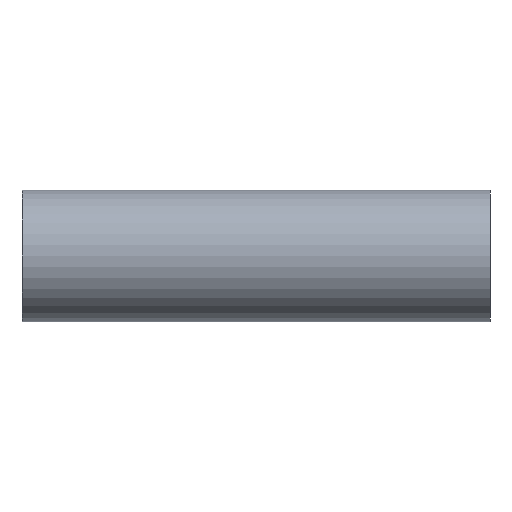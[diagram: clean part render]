
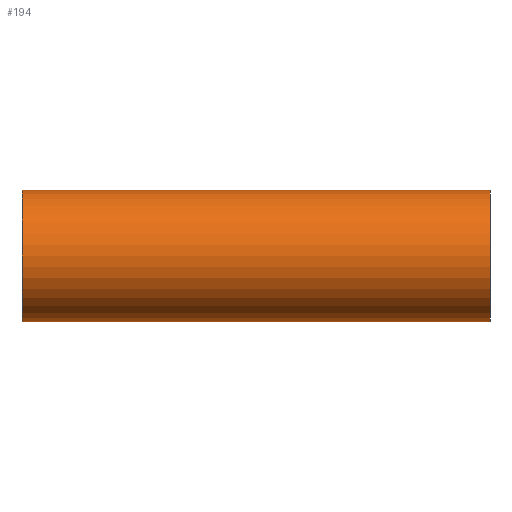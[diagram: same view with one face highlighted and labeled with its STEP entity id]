
A CAD part, front view. The second image highlights one B-rep face of the part: STEP entity #194.
In plain terms, the highlighted cylindrical face has radius 16.85 mm (diameter 33.7 mm), a full revolution.
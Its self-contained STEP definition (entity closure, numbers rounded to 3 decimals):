
#23=FACE_BOUND('',#63,.T.);
#24=FACE_BOUND('',#64,.T.);
#36=CYLINDRICAL_SURFACE('',#216,16.85);
#45=FACE_OUTER_BOUND('',#62,.T.);
#62=EDGE_LOOP('',(#152));
#63=EDGE_LOOP('',(#153));
#64=EDGE_LOOP('',(#154));
#84=B_SPLINE_CURVE_WITH_KNOTS('',3,(#2663,#2664,#2665,#2666,#2667,#2668,
#2669,#2670,#2671,#2672,#2673,#2674,#2675,#2676,#2677,#2678,#2679,#2680,
#2681,#2682,#2683,#2684,#2685,#2686,#2687,#2688,#2689,#2690,#2691,#2692,
#2693,#2694,#2695,#2696,#2697,#2698,#2699,#2700,#2701,#2702,#2703,#2704,
#2705,#2706,#2707,#2708,#2709,#2710,#2711,#2712,#2713,#2714,#2715,#2716,
#2717,#2718,#2719,#2720,#2721,#2722,#2723,#2724,#2725,#2726,#2727,#2728,
#2729,#2730,#2731,#2732,#2733,#2734,#2735,#2736,#2737,#2738,#2739,#2740,
#2741,#2742,#2743,#2744,#2745,#2746,#2747,#2748,#2749,#2750,#2751,#2752,
#2753,#2754),.UNSPECIFIED.,.T.,.F.,(4,1,1,1,1,1,1,1,1,1,1,1,1,1,1,1,1,1,
1,1,1,1,1,1,1,1,1,1,1,1,1,1,1,1,1,1,1,1,1,1,1,1,1,1,1,1,1,1,1,1,1,1,1,1,
1,1,1,1,1,1,1,1,1,1,1,1,1,1,1,1,1,1,1,1,1,1,1,1,1,1,1,1,1,1,1,1,1,1,1,4),
(-5.294,-5.247,-5.2,-5.153,
-5.129,-5.105,-5.011,-4.916,
-4.822,-4.774,-4.727,-4.538,
-4.491,-4.467,-4.443,-4.349,
-4.254,-4.207,-4.16,-4.113,
-4.065,-4.018,-3.971,-3.876,
-3.829,-3.782,-3.687,-3.593,
-3.545,-3.498,-3.474,-3.451,
-3.404,-3.214,-3.167,-3.12,
-3.025,-2.962,-2.931,-2.899,
-2.773,-2.742,-2.71,-2.647,
-2.584,-2.553,-2.521,-2.458,
-2.395,-2.364,-2.332,-2.269,
-2.143,-2.08,-2.048,-2.017,
-1.891,-1.828,-1.765,-1.733,
-1.702,-1.639,-1.513,-1.489,
-1.465,-1.418,-1.324,-1.276,
-1.229,-1.135,-1.087,-1.04,
-0.993,-0.945,-0.851,-0.804,
-0.78,-0.756,-0.662,-0.567,
-0.473,-0.449,-0.425,-0.378,
-0.284,-0.189,-0.165,-0.142,
-0.095,0.),.UNSPECIFIED.);
#92=CIRCLE('',#217,16.85);
#93=CIRCLE('',#218,16.85);
#103=VERTEX_POINT('',#2558);
#107=VERTEX_POINT('',#2760);
#108=VERTEX_POINT('',#2762);
#123=EDGE_CURVE('',#103,#103,#84,.T.);
#126=EDGE_CURVE('',#107,#107,#92,.T.);
#127=EDGE_CURVE('',#108,#108,#93,.T.);
#152=ORIENTED_EDGE('',*,*,#126,.F.);
#153=ORIENTED_EDGE('',*,*,#127,.T.);
#154=ORIENTED_EDGE('',*,*,#123,.F.);
#194=ADVANCED_FACE('',(#45,#23,#24),#36,.T.);
#216=AXIS2_PLACEMENT_3D('',#2759,#254,#255);
#217=AXIS2_PLACEMENT_3D('',#2761,#256,#257);
#218=AXIS2_PLACEMENT_3D('',#2763,#258,#259);
#254=DIRECTION('center_axis',(1.,0.,0.));
#255=DIRECTION('ref_axis',(0.,-1.,0.));
#256=DIRECTION('center_axis',(-1.,0.,0.));
#257=DIRECTION('ref_axis',(0.,-1.,0.));
#258=DIRECTION('center_axis',(-1.,0.,0.));
#259=DIRECTION('ref_axis',(0.,-1.,0.));
#2558=CARTESIAN_POINT('',(60.,14.068,-9.274));
#2663=CARTESIAN_POINT('Ctrl Pts',(60.,14.068,-9.274));
#2664=CARTESIAN_POINT('Ctrl Pts',(59.808,14.068,-9.274));
#2665=CARTESIAN_POINT('Ctrl Pts',(59.424,14.075,-9.264));
#2666=CARTESIAN_POINT('Ctrl Pts',(58.848,14.104,-9.219));
#2667=CARTESIAN_POINT('Ctrl Pts',(58.373,14.145,-9.156));
#2668=CARTESIAN_POINT('Ctrl Pts',(57.997,14.187,-9.092));
#2669=CARTESIAN_POINT('Ctrl Pts',(57.439,14.258,-8.98));
#2670=CARTESIAN_POINT('Ctrl Pts',(56.616,14.396,-8.759));
#2671=CARTESIAN_POINT('Ctrl Pts',(55.567,14.636,-8.355));
#2672=CARTESIAN_POINT('Ctrl Pts',(54.75,14.867,-7.936));
#2673=CARTESIAN_POINT('Ctrl Pts',(54.137,15.061,-7.557));
#2674=CARTESIAN_POINT('Ctrl Pts',(53.249,15.363,-6.943));
#2675=CARTESIAN_POINT('Ctrl Pts',(52.456,15.676,-6.216));
#2676=CARTESIAN_POINT('Ctrl Pts',(51.839,15.939,-5.468));
#2677=CARTESIAN_POINT('Ctrl Pts',(51.627,16.032,-5.189));
#2678=CARTESIAN_POINT('Ctrl Pts',(51.321,16.167,-4.76));
#2679=CARTESIAN_POINT('Ctrl Pts',(50.906,16.358,-4.08));
#2680=CARTESIAN_POINT('Ctrl Pts',(50.536,16.535,-3.273));
#2681=CARTESIAN_POINT('Ctrl Pts',(50.301,16.65,-2.606));
#2682=CARTESIAN_POINT('Ctrl Pts',(50.156,16.722,-2.097));
#2683=CARTESIAN_POINT('Ctrl Pts',(50.042,16.778,-1.581));
#2684=CARTESIAN_POINT('Ctrl Pts',(49.96,16.82,-1.056));
#2685=CARTESIAN_POINT('Ctrl Pts',(49.911,16.845,-0.527));
#2686=CARTESIAN_POINT('Ctrl Pts',(49.889,16.856,0.179));
#2687=CARTESIAN_POINT('Ctrl Pts',(49.933,16.833,0.887));
#2688=CARTESIAN_POINT('Ctrl Pts',(50.043,16.778,1.586));
#2689=CARTESIAN_POINT('Ctrl Pts',(50.195,16.702,2.274));
#2690=CARTESIAN_POINT('Ctrl Pts',(50.465,16.569,3.118));
#2691=CARTESIAN_POINT('Ctrl Pts',(50.835,16.392,3.925));
#2692=CARTESIAN_POINT('Ctrl Pts',(51.186,16.23,4.538));
#2693=CARTESIAN_POINT('Ctrl Pts',(51.426,16.121,4.907));
#2694=CARTESIAN_POINT('Ctrl Pts',(51.629,16.031,5.192));
#2695=CARTESIAN_POINT('Ctrl Pts',(51.842,15.938,5.472));
#2696=CARTESIAN_POINT('Ctrl Pts',(52.46,15.674,6.221));
#2697=CARTESIAN_POINT('Ctrl Pts',(53.256,15.36,6.948));
#2698=CARTESIAN_POINT('Ctrl Pts',(54.143,15.059,7.561));
#2699=CARTESIAN_POINT('Ctrl Pts',(54.756,14.865,7.939));
#2700=CARTESIAN_POINT('Ctrl Pts',(55.464,14.665,8.302));
#2701=CARTESIAN_POINT('Ctrl Pts',(56.152,14.502,8.58));
#2702=CARTESIAN_POINT('Ctrl Pts',(56.623,14.405,8.743));
#2703=CARTESIAN_POINT('Ctrl Pts',(57.338,14.27,8.962));
#2704=CARTESIAN_POINT('Ctrl Pts',(58.086,14.167,9.122));
#2705=CARTESIAN_POINT('Ctrl Pts',(58.847,14.106,9.216));
#2706=CARTESIAN_POINT('Ctrl Pts',(59.356,14.077,9.261));
#2707=CARTESIAN_POINT('Ctrl Pts',(59.998,14.062,9.283));
#2708=CARTESIAN_POINT('Ctrl Pts',(60.64,14.077,9.261));
#2709=CARTESIAN_POINT('Ctrl Pts',(61.149,14.106,9.216));
#2710=CARTESIAN_POINT('Ctrl Pts',(61.656,14.147,9.154));
#2711=CARTESIAN_POINT('Ctrl Pts',(62.284,14.218,9.043));
#2712=CARTESIAN_POINT('Ctrl Pts',(62.896,14.314,8.89));
#2713=CARTESIAN_POINT('Ctrl Pts',(63.373,14.404,8.744));
#2714=CARTESIAN_POINT('Ctrl Pts',(63.845,14.502,8.582));
#2715=CARTESIAN_POINT('Ctrl Pts',(64.649,14.692,8.256));
#2716=CARTESIAN_POINT('Ctrl Pts',(65.515,14.945,7.793));
#2717=CARTESIAN_POINT('Ctrl Pts',(66.21,15.178,7.32));
#2718=CARTESIAN_POINT('Ctrl Pts',(66.588,15.313,7.033));
#2719=CARTESIAN_POINT('Ctrl Pts',(67.139,15.516,6.581));
#2720=CARTESIAN_POINT('Ctrl Pts',(67.732,15.754,5.998));
#2721=CARTESIAN_POINT('Ctrl Pts',(68.325,16.01,5.266));
#2722=CARTESIAN_POINT('Ctrl Pts',(68.659,16.159,4.784));
#2723=CARTESIAN_POINT('Ctrl Pts',(68.902,16.27,4.385));
#2724=CARTESIAN_POINT('Ctrl Pts',(69.131,16.377,3.975));
#2725=CARTESIAN_POINT('Ctrl Pts',(69.491,16.547,3.232));
#2726=CARTESIAN_POINT('Ctrl Pts',(69.75,16.675,2.475));
#2727=CARTESIAN_POINT('Ctrl Pts',(69.899,16.749,1.845));
#2728=CARTESIAN_POINT('Ctrl Pts',(69.97,16.785,1.5));
#2729=CARTESIAN_POINT('Ctrl Pts',(70.066,16.833,0.889));
#2730=CARTESIAN_POINT('Ctrl Pts',(70.111,16.856,0.18));
#2731=CARTESIAN_POINT('Ctrl Pts',(70.089,16.845,-0.525));
#2732=CARTESIAN_POINT('Ctrl Pts',(70.024,16.812,-1.23));
#2733=CARTESIAN_POINT('Ctrl Pts',(69.892,16.746,-1.928));
#2734=CARTESIAN_POINT('Ctrl Pts',(69.699,16.65,-2.604));
#2735=CARTESIAN_POINT('Ctrl Pts',(69.524,16.564,-3.103));
#2736=CARTESIAN_POINT('Ctrl Pts',(69.317,16.465,-3.592));
#2737=CARTESIAN_POINT('Ctrl Pts',(69.004,16.317,-4.227));
#2738=CARTESIAN_POINT('Ctrl Pts',(68.635,16.147,-4.832));
#2739=CARTESIAN_POINT('Ctrl Pts',(68.27,15.986,-5.329));
#2740=CARTESIAN_POINT('Ctrl Pts',(68.051,15.892,-5.602));
#2741=CARTESIAN_POINT('Ctrl Pts',(67.709,15.747,-6.005));
#2742=CARTESIAN_POINT('Ctrl Pts',(67.15,15.52,-6.577));
#2743=CARTESIAN_POINT('Ctrl Pts',(66.319,15.212,-7.259));
#2744=CARTESIAN_POINT('Ctrl Pts',(65.638,14.987,-7.704));
#2745=CARTESIAN_POINT('Ctrl Pts',(65.165,14.846,-7.971));
#2746=CARTESIAN_POINT('Ctrl Pts',(64.843,14.753,-8.142));
#2747=CARTESIAN_POINT('Ctrl Pts',(64.261,14.597,-8.421));
#2748=CARTESIAN_POINT('Ctrl Pts',(63.387,14.397,-8.758));
#2749=CARTESIAN_POINT('Ctrl Pts',(62.562,14.258,-8.98));
#2750=CARTESIAN_POINT('Ctrl Pts',(62.002,14.187,-9.092));
#2751=CARTESIAN_POINT('Ctrl Pts',(61.627,14.145,-9.156));
#2752=CARTESIAN_POINT('Ctrl Pts',(60.963,14.088,-9.244));
#2753=CARTESIAN_POINT('Ctrl Pts',(60.384,14.068,-9.274));
#2754=CARTESIAN_POINT('Ctrl Pts',(60.,14.068,-9.274));
#2759=CARTESIAN_POINT('Origin',(0.,0.,0.));
#2760=CARTESIAN_POINT('',(0.,16.85,0.));
#2761=CARTESIAN_POINT('Origin',(0.,0.,0.));
#2762=CARTESIAN_POINT('',(120.,16.85,0.));
#2763=CARTESIAN_POINT('Origin',(120.,0.,0.));
